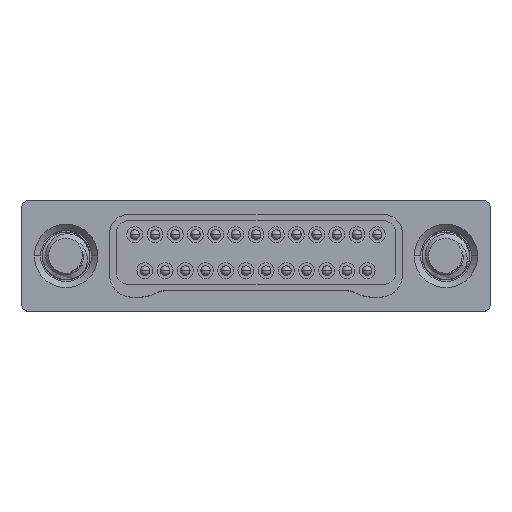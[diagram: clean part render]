
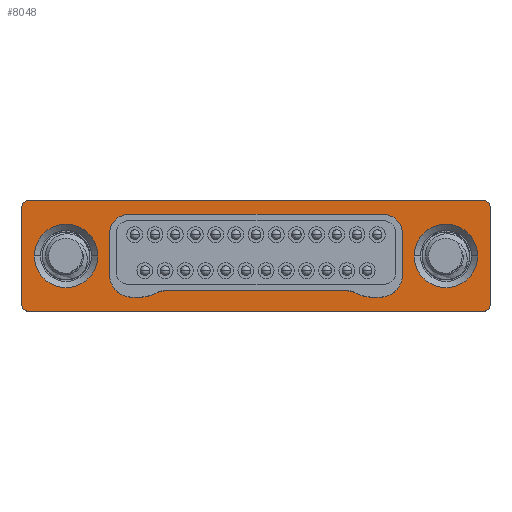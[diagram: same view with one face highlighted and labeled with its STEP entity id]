
A CAD part, top view. The second image highlights one B-rep face of the part: STEP entity #8048.
In plain terms, the highlighted planar face has unit normal (0, 0, 1).
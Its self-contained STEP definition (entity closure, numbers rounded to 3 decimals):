
#413=CARTESIAN_POINT('',(7.329,1.671,27.95));
#414=DIRECTION('',(0.,0.,1.));
#415=DIRECTION('',(1.,0.,0.));
#416=AXIS2_PLACEMENT_3D('',#413,#414,#415);
#418=CARTESIAN_POINT('',(7.329,-1.409,27.95));
#419=DIRECTION('',(0.,0.,1.));
#420=DIRECTION('',(0.,-1.,0.));
#421=AXIS2_PLACEMENT_3D('',#418,#419,#420);
#423=CARTESIAN_POINT('',(-6.981,-1.409,27.95));
#424=DIRECTION('',(0.,0.,1.));
#425=DIRECTION('',(-1.,0.,0.));
#426=AXIS2_PLACEMENT_3D('',#423,#424,#425);
#428=CARTESIAN_POINT('',(-6.981,1.671,27.95));
#429=DIRECTION('',(0.,0.,1.));
#430=DIRECTION('',(0.,1.,0.));
#431=AXIS2_PLACEMENT_3D('',#428,#429,#430);
#433=CARTESIAN_POINT('',(-5.796,0.131,27.95));
#434=DIRECTION('',(0.,0.,-1.));
#435=DIRECTION('',(1.,0.,0.));
#436=AXIS2_PLACEMENT_3D('',#433,#434,#435);
#438=CARTESIAN_POINT('',(-5.796,0.131,27.95));
#439=DIRECTION('',(0.,0.,-1.));
#440=DIRECTION('',(-1.,0.,0.));
#441=AXIS2_PLACEMENT_3D('',#438,#439,#440);
#443=CARTESIAN_POINT('',(6.144,0.131,27.95));
#444=DIRECTION('',(0.,0.,-1.));
#445=DIRECTION('',(1.,0.,0.));
#446=AXIS2_PLACEMENT_3D('',#443,#444,#445);
#448=CARTESIAN_POINT('',(6.144,0.131,27.95));
#449=DIRECTION('',(0.,0.,-1.));
#450=DIRECTION('',(-1.,0.,0.));
#451=AXIS2_PLACEMENT_3D('',#448,#449,#450);
#453=DIRECTION('',(-0.894,0.447,0.));
#454=VECTOR('',#453,0.093);
#455=CARTESIAN_POINT('',(3.363,-1.064,27.95));
#456=LINE('',#455,#454);
#457=CARTESIAN_POINT('',(3.81,-0.169,27.95));
#458=DIRECTION('',(0.,0.,-1.));
#459=DIRECTION('',(0.,-1.,0.));
#460=AXIS2_PLACEMENT_3D('',#457,#458,#459);
#462=CARTESIAN_POINT('',(4.074,-0.469,27.95));
#463=DIRECTION('',(0.,0.,-1.));
#464=DIRECTION('',(1.,0.,0.));
#465=AXIS2_PLACEMENT_3D('',#462,#463,#464);
#467=CARTESIAN_POINT('',(4.174,0.831,27.95));
#468=DIRECTION('',(0.,0.,-1.));
#469=DIRECTION('',(0.,1.,0.));
#470=AXIS2_PLACEMENT_3D('',#467,#468,#469);
#472=CARTESIAN_POINT('',(-3.826,0.831,27.95));
#473=DIRECTION('',(0.,0.,-1.));
#474=DIRECTION('',(-1.,0.,0.));
#475=AXIS2_PLACEMENT_3D('',#472,#473,#474);
#477=CARTESIAN_POINT('',(-3.726,-0.469,27.95));
#478=DIRECTION('',(0.,0.,-1.));
#479=DIRECTION('',(0.,-1.,0.));
#480=AXIS2_PLACEMENT_3D('',#477,#478,#479);
#482=CARTESIAN_POINT('',(-3.462,-0.169,27.95));
#483=DIRECTION('',(0.,0.,-1.));
#484=DIRECTION('',(0.447,-0.894,0.));
#485=AXIS2_PLACEMENT_3D('',#482,#483,#484);
#487=DIRECTION('',(-0.894,-0.447,0.));
#488=VECTOR('',#487,0.093);
#489=CARTESIAN_POINT('',(-2.931,-1.022,27.95));
#490=LINE('',#489,#488);
#491=CARTESIAN_POINT('',(-2.708,-1.469,27.95));
#492=DIRECTION('',(0.,0.,1.));
#493=DIRECTION('',(0.,1.,0.));
#494=AXIS2_PLACEMENT_3D('',#491,#492,#493);
#496=CARTESIAN_POINT('',(3.056,-1.469,27.95));
#497=DIRECTION('',(0.,0.,1.));
#498=DIRECTION('',(0.447,0.894,0.));
#499=AXIS2_PLACEMENT_3D('',#496,#497,#498);
#501=DIRECTION('',(-1.,0.,0.));
#502=VECTOR('',#501,14.31);
#503=CARTESIAN_POINT('',(7.329,1.871,27.95));
#504=LINE('',#503,#502);
#569=DIRECTION('',(0.,-1.,0.));
#570=VECTOR('',#569,3.08);
#571=CARTESIAN_POINT('',(-7.181,1.671,27.95));
#572=LINE('',#571,#570);
#585=DIRECTION('',(1.,0.,0.));
#586=VECTOR('',#585,14.31);
#587=CARTESIAN_POINT('',(-6.981,-1.609,27.95));
#588=LINE('',#587,#586);
#601=DIRECTION('',(0.,1.,0.));
#602=VECTOR('',#601,3.08);
#603=CARTESIAN_POINT('',(7.529,-1.409,27.95));
#604=LINE('',#603,#602);
#4687=DIRECTION('',(-1.,0.,0.));
#4688=VECTOR('',#4687,0.264);
#4689=CARTESIAN_POINT('',(4.074,-1.169,27.95));
#4690=LINE('',#4689,#4688);
#4703=DIRECTION('',(0.,-1.,0.));
#4704=VECTOR('',#4703,1.3);
#4705=CARTESIAN_POINT('',(4.774,0.831,27.95));
#4706=LINE('',#4705,#4704);
#4715=DIRECTION('',(1.,0.,0.));
#4716=VECTOR('',#4715,8.);
#4717=CARTESIAN_POINT('',(-3.826,1.431,27.95));
#4718=LINE('',#4717,#4716);
#4731=DIRECTION('',(0.,1.,0.));
#4732=VECTOR('',#4731,1.3);
#4733=CARTESIAN_POINT('',(-4.426,-0.469,27.95));
#4734=LINE('',#4733,#4732);
#4747=DIRECTION('',(-1.,0.,0.));
#4748=VECTOR('',#4747,0.264);
#4749=CARTESIAN_POINT('',(-3.462,-1.169,27.95));
#4750=LINE('',#4749,#4748);
#4771=DIRECTION('',(-1.,0.,0.));
#4772=VECTOR('',#4771,5.764);
#4773=CARTESIAN_POINT('',(3.056,-0.969,27.95));
#4774=LINE('',#4773,#4772);
#6849=CARTESIAN_POINT('',(3.363,-1.064,27.95));
#6850=CARTESIAN_POINT('',(3.28,-1.022,27.95));
#6851=VERTEX_POINT('',#6849);
#6852=VERTEX_POINT('',#6850);
#6853=CARTESIAN_POINT('',(7.329,1.871,27.95));
#6854=CARTESIAN_POINT('',(-6.981,1.871,27.95));
#6855=VERTEX_POINT('',#6853);
#6856=VERTEX_POINT('',#6854);
#6857=CARTESIAN_POINT('',(7.529,1.671,27.95));
#6858=VERTEX_POINT('',#6857);
#6859=CARTESIAN_POINT('',(7.529,-1.409,27.95));
#6860=VERTEX_POINT('',#6859);
#6861=CARTESIAN_POINT('',(7.329,-1.609,27.95));
#6862=VERTEX_POINT('',#6861);
#6863=CARTESIAN_POINT('',(-6.981,-1.609,27.95));
#6864=VERTEX_POINT('',#6863);
#6865=CARTESIAN_POINT('',(-7.181,-1.409,27.95));
#6866=VERTEX_POINT('',#6865);
#6867=CARTESIAN_POINT('',(-7.181,1.671,27.95));
#6868=VERTEX_POINT('',#6867);
#6869=CARTESIAN_POINT('',(-4.796,0.131,27.95));
#6870=CARTESIAN_POINT('',(-6.796,0.131,27.95));
#6871=VERTEX_POINT('',#6869);
#6872=VERTEX_POINT('',#6870);
#6873=CARTESIAN_POINT('',(7.144,0.131,27.95));
#6874=CARTESIAN_POINT('',(5.144,0.131,27.95));
#6875=VERTEX_POINT('',#6873);
#6876=VERTEX_POINT('',#6874);
#6877=CARTESIAN_POINT('',(3.81,-1.169,27.95));
#6878=VERTEX_POINT('',#6877);
#6879=CARTESIAN_POINT('',(4.074,-1.169,27.95));
#6880=VERTEX_POINT('',#6879);
#6881=CARTESIAN_POINT('',(4.774,-0.469,27.95));
#6882=VERTEX_POINT('',#6881);
#6883=CARTESIAN_POINT('',(4.774,0.831,27.95));
#6884=VERTEX_POINT('',#6883);
#6885=CARTESIAN_POINT('',(4.174,1.431,27.95));
#6886=VERTEX_POINT('',#6885);
#6887=CARTESIAN_POINT('',(-3.826,1.431,27.95));
#6888=VERTEX_POINT('',#6887);
#6889=CARTESIAN_POINT('',(-4.426,0.831,27.95));
#6890=VERTEX_POINT('',#6889);
#6891=CARTESIAN_POINT('',(-4.426,-0.469,27.95));
#6892=VERTEX_POINT('',#6891);
#6893=CARTESIAN_POINT('',(-3.726,-1.169,27.95));
#6894=VERTEX_POINT('',#6893);
#6895=CARTESIAN_POINT('',(-3.462,-1.169,27.95));
#6896=VERTEX_POINT('',#6895);
#6897=CARTESIAN_POINT('',(-3.014,-1.064,27.95));
#6898=VERTEX_POINT('',#6897);
#6899=CARTESIAN_POINT('',(-2.931,-1.022,27.95));
#6900=VERTEX_POINT('',#6899);
#6901=CARTESIAN_POINT('',(-2.708,-0.969,27.95));
#6902=VERTEX_POINT('',#6901);
#6903=CARTESIAN_POINT('',(3.056,-0.969,27.95));
#6904=VERTEX_POINT('',#6903);
#7980=CARTESIAN_POINT('',(0.174,0.131,27.95));
#7981=DIRECTION('',(0.,0.,1.));
#7982=DIRECTION('',(1.,0.,0.));
#7983=AXIS2_PLACEMENT_3D('',#7980,#7981,#7982);
#7984=PLANE('',#7983);
#7986=ORIENTED_EDGE('',*,*,#7985,.F.);
#7988=ORIENTED_EDGE('',*,*,#7987,.F.);
#7990=ORIENTED_EDGE('',*,*,#7989,.F.);
#7992=ORIENTED_EDGE('',*,*,#7991,.F.);
#7994=ORIENTED_EDGE('',*,*,#7993,.F.);
#7996=ORIENTED_EDGE('',*,*,#7995,.F.);
#7998=ORIENTED_EDGE('',*,*,#7997,.F.);
#8000=ORIENTED_EDGE('',*,*,#7999,.F.);
#8001=EDGE_LOOP('',(#7986,#7988,#7990,#7992,#7994,#7996,#7998,#8000));
#8002=FACE_OUTER_BOUND('',#8001,.F.);
#8004=ORIENTED_EDGE('',*,*,#8003,.F.);
#8006=ORIENTED_EDGE('',*,*,#8005,.F.);
#8007=EDGE_LOOP('',(#8004,#8006));
#8008=FACE_BOUND('',#8007,.F.);
#8010=ORIENTED_EDGE('',*,*,#8009,.F.);
#8012=ORIENTED_EDGE('',*,*,#8011,.F.);
#8013=EDGE_LOOP('',(#8010,#8012));
#8014=FACE_BOUND('',#8013,.F.);
#8015=ORIENTED_EDGE('',*,*,#7970,.F.);
#8017=ORIENTED_EDGE('',*,*,#8016,.F.);
#8019=ORIENTED_EDGE('',*,*,#8018,.F.);
#8021=ORIENTED_EDGE('',*,*,#8020,.F.);
#8023=ORIENTED_EDGE('',*,*,#8022,.F.);
#8025=ORIENTED_EDGE('',*,*,#8024,.F.);
#8027=ORIENTED_EDGE('',*,*,#8026,.F.);
#8029=ORIENTED_EDGE('',*,*,#8028,.F.);
#8031=ORIENTED_EDGE('',*,*,#8030,.F.);
#8033=ORIENTED_EDGE('',*,*,#8032,.F.);
#8035=ORIENTED_EDGE('',*,*,#8034,.F.);
#8037=ORIENTED_EDGE('',*,*,#8036,.F.);
#8039=ORIENTED_EDGE('',*,*,#8038,.F.);
#8041=ORIENTED_EDGE('',*,*,#8040,.F.);
#8043=ORIENTED_EDGE('',*,*,#8042,.F.);
#8045=ORIENTED_EDGE('',*,*,#8044,.F.);
#8046=EDGE_LOOP('',(#8015,#8017,#8019,#8021,#8023,#8025,#8027,#8029,#8031,#8033,
#8035,#8037,#8039,#8041,#8043,#8045));
#8047=FACE_BOUND('',#8046,.F.);
#417=CIRCLE('',#416,0.2);
#422=CIRCLE('',#421,0.2);
#427=CIRCLE('',#426,0.2);
#432=CIRCLE('',#431,0.2);
#437=CIRCLE('',#436,1.);
#442=CIRCLE('',#441,1.);
#447=CIRCLE('',#446,1.);
#452=CIRCLE('',#451,1.);
#461=CIRCLE('',#460,1.);
#466=CIRCLE('',#465,0.7);
#471=CIRCLE('',#470,0.6);
#476=CIRCLE('',#475,0.6);
#481=CIRCLE('',#480,0.7);
#486=CIRCLE('',#485,1.);
#495=CIRCLE('',#494,0.5);
#500=CIRCLE('',#499,0.5);
#7970=EDGE_CURVE('',#6851,#6852,#456,.T.);
#7985=EDGE_CURVE('',#6855,#6856,#504,.T.);
#7987=EDGE_CURVE('',#6858,#6855,#417,.T.);
#7989=EDGE_CURVE('',#6860,#6858,#604,.T.);
#7991=EDGE_CURVE('',#6862,#6860,#422,.T.);
#7993=EDGE_CURVE('',#6864,#6862,#588,.T.);
#7995=EDGE_CURVE('',#6866,#6864,#427,.T.);
#7997=EDGE_CURVE('',#6868,#6866,#572,.T.);
#7999=EDGE_CURVE('',#6856,#6868,#432,.T.);
#8003=EDGE_CURVE('',#6871,#6872,#437,.T.);
#8005=EDGE_CURVE('',#6872,#6871,#442,.T.);
#8009=EDGE_CURVE('',#6875,#6876,#447,.T.);
#8011=EDGE_CURVE('',#6876,#6875,#452,.T.);
#8016=EDGE_CURVE('',#6878,#6851,#461,.T.);
#8018=EDGE_CURVE('',#6880,#6878,#4690,.T.);
#8020=EDGE_CURVE('',#6882,#6880,#466,.T.);
#8022=EDGE_CURVE('',#6884,#6882,#4706,.T.);
#8024=EDGE_CURVE('',#6886,#6884,#471,.T.);
#8026=EDGE_CURVE('',#6888,#6886,#4718,.T.);
#8028=EDGE_CURVE('',#6890,#6888,#476,.T.);
#8030=EDGE_CURVE('',#6892,#6890,#4734,.T.);
#8032=EDGE_CURVE('',#6894,#6892,#481,.T.);
#8034=EDGE_CURVE('',#6896,#6894,#4750,.T.);
#8036=EDGE_CURVE('',#6898,#6896,#486,.T.);
#8038=EDGE_CURVE('',#6900,#6898,#490,.T.);
#8040=EDGE_CURVE('',#6902,#6900,#495,.T.);
#8042=EDGE_CURVE('',#6904,#6902,#4774,.T.);
#8044=EDGE_CURVE('',#6852,#6904,#500,.T.);
#8048=ADVANCED_FACE('',(#8002,#8008,#8014,#8047),#7984,.T.);
